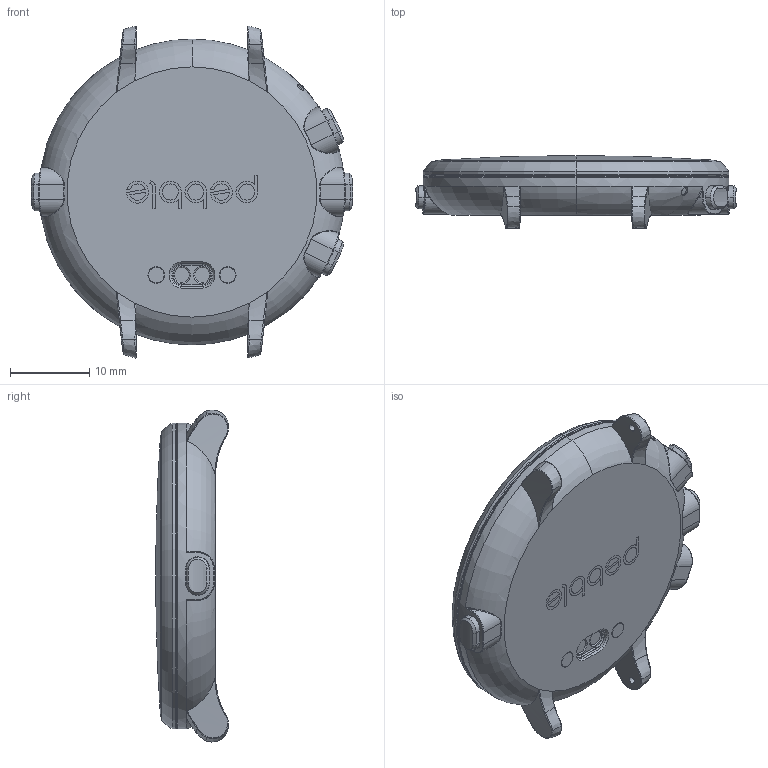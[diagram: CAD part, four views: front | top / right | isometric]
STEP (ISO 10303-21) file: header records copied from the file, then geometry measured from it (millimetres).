
FILE_DESCRIPTION (( 'STEP AP214' ), '1' );
FILE_NAME ('PebbleTimeRound14mm.STEP', '2015-12-01T07:49:38', ( '' ), ( '' ), 'SwSTEP 2.0', 'SolidWorks 2013', '' );
FILE_SCHEMA (( 'AUTOMOTIVE_DESIGN' ));
Length unit declared in the file: millimetre
Products named in the file (1): PebbleTimeRound14mm
Bounding box: 40.45 x 9.15 x 41.8 mm (x, y, z)
Volume: 8008 mm3; surface area: 3327 mm2
Topology: 1 solids, 1 shells, 327 faces, 851 edges, 558 vertices
Faces by surface type: bspline 116, plane 76, cylinder 74, torus 31, cone 28, sphere 2
Entity records: 22118 total; most frequent: CARTESIAN_POINT 11857, ORIENTED_EDGE 1702, DIRECTION 1081, EDGE_CURVE 851, VERTEX_POINT 558, AXIS2_PLACEMENT_3D 459, B_SPLINE_CURVE_WITH_KNOTS 433, EDGE_LOOP 359
